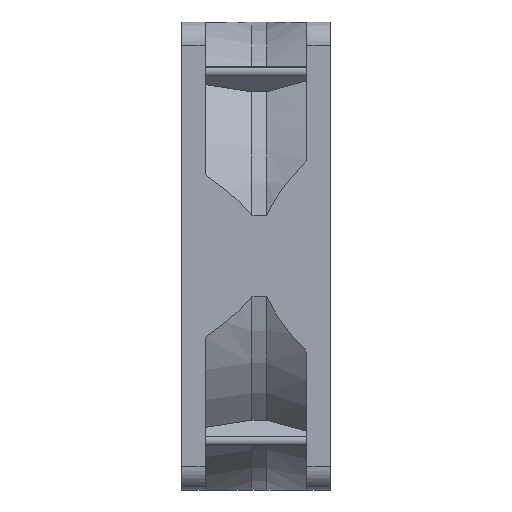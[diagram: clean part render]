
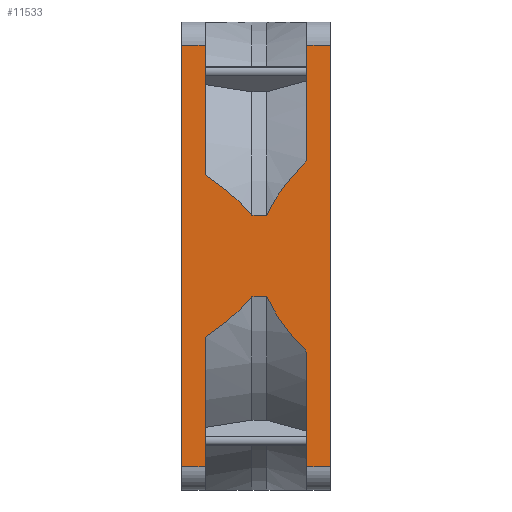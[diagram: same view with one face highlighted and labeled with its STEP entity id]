
A CAD part, left-side view. The second image highlights one B-rep face of the part: STEP entity #11533.
In plain terms, the highlighted planar face has unit normal (-1, 0, 0).
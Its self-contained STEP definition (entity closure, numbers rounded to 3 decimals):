
#1478=DIRECTION('',(0.,0.,-1.));
#1479=VECTOR('',#1478,19.584);
#1480=CARTESIAN_POINT('',(-40.,4.,36.));
#1481=LINE('',#1480,#1479);
#1528=DIRECTION('',(0.,0.,1.));
#1529=VECTOR('',#1528,22.128);
#1530=CARTESIAN_POINT('',(-40.,21.4,13.872));
#1531=LINE('',#1530,#1529);
#1568=CARTESIAN_POINT('',(-40.,13.395,6.954));
#1569=CARTESIAN_POINT('',(-40.,13.7,7.341));
#1570=CARTESIAN_POINT('',(-40.,14.387,8.148));
#1571=CARTESIAN_POINT('',(-40.,15.661,9.439));
#1572=CARTESIAN_POINT('',(-40.,17.221,10.821));
#1573=CARTESIAN_POINT('',(-40.,19.097,12.291));
#1574=CARTESIAN_POINT('',(-40.,20.592,13.337));
#1575=CARTESIAN_POINT('',(-40.,21.4,13.872));
#1581=DIRECTION('',(0.,1.,0.));
#1582=VECTOR('',#1581,2.523);
#1583=CARTESIAN_POINT('',(-40.,10.871,6.954));
#1584=LINE('',#1583,#1582);
#1585=CARTESIAN_POINT('',(-40.,4.,16.416));
#1586=CARTESIAN_POINT('',(-40.,4.828,15.579));
#1587=CARTESIAN_POINT('',(-40.,6.348,13.92));
#1588=CARTESIAN_POINT('',(-40.,8.034,11.82));
#1589=CARTESIAN_POINT('',(-40.,9.785,9.19));
#1590=CARTESIAN_POINT('',(-40.,10.544,7.688));
#1591=CARTESIAN_POINT('',(-40.,10.871,6.954));
#1605=DIRECTION('',(0.,0.,-1.));
#1606=VECTOR('',#1605,72.);
#1607=CARTESIAN_POINT('',(-40.,0.,36.));
#1608=LINE('',#1607,#1606);
#1609=CARTESIAN_POINT('',(-40.,13.395,-6.954));
#1610=CARTESIAN_POINT('',(-40.,13.7,-7.341));
#1611=CARTESIAN_POINT('',(-40.,14.387,-8.148));
#1612=CARTESIAN_POINT('',(-40.,15.661,-9.439));
#1613=CARTESIAN_POINT('',(-40.,17.221,-10.821));
#1614=CARTESIAN_POINT('',(-40.,19.097,-12.291));
#1615=CARTESIAN_POINT('',(-40.,20.592,-13.337));
#1616=CARTESIAN_POINT('',(-40.,21.4,-13.872));
#1618=DIRECTION('',(0.,0.,1.));
#1619=VECTOR('',#1618,72.);
#1620=CARTESIAN_POINT('',(-40.,25.4,-36.));
#1621=LINE('',#1620,#1619);
#1626=DIRECTION('',(0.,1.,0.));
#1627=VECTOR('',#1626,4.);
#1628=CARTESIAN_POINT('',(-40.,0.,36.));
#1629=LINE('',#1628,#1627);
#1630=DIRECTION('',(0.,-1.,0.));
#1631=VECTOR('',#1630,4.);
#1632=CARTESIAN_POINT('',(-40.,4.,-36.));
#1633=LINE('',#1632,#1631);
#1661=DIRECTION('',(0.,0.,-1.));
#1662=VECTOR('',#1661,19.584);
#1663=CARTESIAN_POINT('',(-40.,4.,-16.416));
#1664=LINE('',#1663,#1662);
#1729=DIRECTION('',(0.,0.,1.));
#1730=VECTOR('',#1729,22.128);
#1731=CARTESIAN_POINT('',(-40.,21.4,-36.));
#1732=LINE('',#1731,#1730);
#1768=DIRECTION('',(0.,-1.,0.));
#1769=VECTOR('',#1768,2.523);
#1770=CARTESIAN_POINT('',(-40.,13.395,-6.954));
#1771=LINE('',#1770,#1769);
#1784=CARTESIAN_POINT('',(-40.,10.871,-6.954));
#1785=CARTESIAN_POINT('',(-40.,10.541,-7.693));
#1786=CARTESIAN_POINT('',(-40.,9.777,-9.204));
#1787=CARTESIAN_POINT('',(-40.,8.023,-11.835));
#1788=CARTESIAN_POINT('',(-40.,6.337,-13.932));
#1789=CARTESIAN_POINT('',(-40.,4.824,-15.584));
#1790=CARTESIAN_POINT('',(-40.,4.,-16.416));
#5443=DIRECTION('',(0.,1.,0.));
#5444=VECTOR('',#5443,4.);
#5445=CARTESIAN_POINT('',(-40.,21.4,36.));
#5446=LINE('',#5445,#5444);
#5455=DIRECTION('',(0.,-1.,0.));
#5456=VECTOR('',#5455,4.);
#5457=CARTESIAN_POINT('',(-40.,25.4,-36.));
#5458=LINE('',#5457,#5456);
#8059=CARTESIAN_POINT('',(-40.,0.,-36.));
#8060=VERTEX_POINT('',#8059);
#8061=CARTESIAN_POINT('',(-40.,0.,36.));
#8062=VERTEX_POINT('',#8061);
#8423=CARTESIAN_POINT('',(-40.,4.,36.));
#8424=VERTEX_POINT('',#8423);
#8425=CARTESIAN_POINT('',(-40.,4.,16.416));
#8426=VERTEX_POINT('',#8425);
#8437=CARTESIAN_POINT('',(-40.,21.4,13.872));
#8438=VERTEX_POINT('',#8437);
#8439=CARTESIAN_POINT('',(-40.,21.4,36.));
#8440=VERTEX_POINT('',#8439);
#8470=CARTESIAN_POINT('',(-40.,25.4,36.));
#8471=VERTEX_POINT('',#8470);
#8472=CARTESIAN_POINT('',(-40.,25.4,-36.));
#8473=VERTEX_POINT('',#8472);
#8606=CARTESIAN_POINT('',(-40.,21.4,-36.));
#8607=VERTEX_POINT('',#8606);
#8608=CARTESIAN_POINT('',(-40.,21.4,-13.872));
#8609=VERTEX_POINT('',#8608);
#8622=CARTESIAN_POINT('',(-40.,4.,-16.416));
#8623=VERTEX_POINT('',#8622);
#8624=CARTESIAN_POINT('',(-40.,4.,-36.));
#8625=VERTEX_POINT('',#8624);
#8650=CARTESIAN_POINT('',(-40.,10.871,6.954));
#8651=CARTESIAN_POINT('',(-40.,13.395,6.954));
#8652=VERTEX_POINT('',#8650);
#8653=VERTEX_POINT('',#8651);
#8654=VERTEX_POINT('',#1784);
#8655=CARTESIAN_POINT('',(-40.,13.395,-6.954));
#8656=VERTEX_POINT('',#8655);
#11500=CARTESIAN_POINT('',(-40.,0.,-40.));
#11501=DIRECTION('',(-1.,0.,0.));
#11502=DIRECTION('',(0.,0.,1.));
#11503=AXIS2_PLACEMENT_3D('',#11500,#11501,#11502);
#11504=PLANE('',#11503);
#11505=ORIENTED_EDGE('',*,*,#11481,.F.);
#11506=ORIENTED_EDGE('',*,*,#11493,.F.);
#11507=ORIENTED_EDGE('',*,*,#11387,.F.);
#11509=ORIENTED_EDGE('',*,*,#11508,.F.);
#11510=ORIENTED_EDGE('',*,*,#10103,.T.);
#11512=ORIENTED_EDGE('',*,*,#11511,.F.);
#11514=ORIENTED_EDGE('',*,*,#11513,.F.);
#11516=ORIENTED_EDGE('',*,*,#11515,.F.);
#11518=ORIENTED_EDGE('',*,*,#11517,.F.);
#11520=ORIENTED_EDGE('',*,*,#11519,.T.);
#11522=ORIENTED_EDGE('',*,*,#11521,.F.);
#11524=ORIENTED_EDGE('',*,*,#11523,.F.);
#11526=ORIENTED_EDGE('',*,*,#11525,.T.);
#11528=ORIENTED_EDGE('',*,*,#11527,.F.);
#11529=ORIENTED_EDGE('',*,*,#11443,.F.);
#11530=ORIENTED_EDGE('',*,*,#11467,.F.);
#11531=EDGE_LOOP('',(#11505,#11506,#11507,#11509,#11510,#11512,#11514,#11516,
#11518,#11520,#11522,#11524,#11526,#11528,#11529,#11530));
#11532=FACE_OUTER_BOUND('',#11531,.F.);
#11533=ADVANCED_FACE('',(#11532),#11504,.T.);
#1576=B_SPLINE_CURVE_WITH_KNOTS('',3,(#1568,#1569,#1570,#1571,#1572,#1573,#1574,
#1575),.UNSPECIFIED.,.F.,.F.,(4,1,1,1,1,4),(0.,0.2,0.4,0.6,0.8,1.),
.UNSPECIFIED.);
#1592=B_SPLINE_CURVE_WITH_KNOTS('',3,(#1585,#1586,#1587,#1588,#1589,#1590,
#1591),.UNSPECIFIED.,.F.,.F.,(4,1,1,1,4),(0.,0.25,0.5,0.75,1.),
.UNSPECIFIED.);
#1617=B_SPLINE_CURVE_WITH_KNOTS('',3,(#1609,#1610,#1611,#1612,#1613,#1614,#1615,
#1616),.UNSPECIFIED.,.F.,.F.,(4,1,1,1,1,4),(0.,0.2,0.4,0.6,0.8,1.),
.UNSPECIFIED.);
#1791=B_SPLINE_CURVE_WITH_KNOTS('',3,(#1784,#1785,#1786,#1787,#1788,#1789,
#1790),.UNSPECIFIED.,.F.,.F.,(4,1,1,1,4),(0.,0.25,0.5,0.75,1.),
.UNSPECIFIED.);
#10103=EDGE_CURVE('',#8062,#8060,#1608,.T.);
#11387=EDGE_CURVE('',#8424,#8426,#1481,.T.);
#11443=EDGE_CURVE('',#8438,#8440,#1531,.T.);
#11467=EDGE_CURVE('',#8653,#8438,#1576,.T.);
#11481=EDGE_CURVE('',#8652,#8653,#1584,.T.);
#11493=EDGE_CURVE('',#8426,#8652,#1592,.T.);
#11508=EDGE_CURVE('',#8062,#8424,#1629,.T.);
#11511=EDGE_CURVE('',#8625,#8060,#1633,.T.);
#11513=EDGE_CURVE('',#8623,#8625,#1664,.T.);
#11515=EDGE_CURVE('',#8654,#8623,#1791,.T.);
#11517=EDGE_CURVE('',#8656,#8654,#1771,.T.);
#11519=EDGE_CURVE('',#8656,#8609,#1617,.T.);
#11521=EDGE_CURVE('',#8607,#8609,#1732,.T.);
#11523=EDGE_CURVE('',#8473,#8607,#5458,.T.);
#11525=EDGE_CURVE('',#8473,#8471,#1621,.T.);
#11527=EDGE_CURVE('',#8440,#8471,#5446,.T.);
